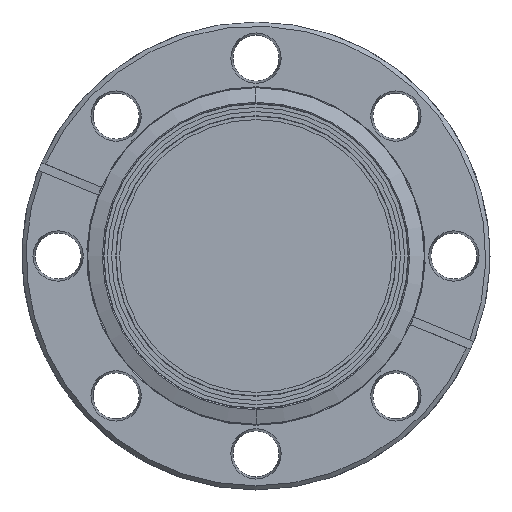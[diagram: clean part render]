
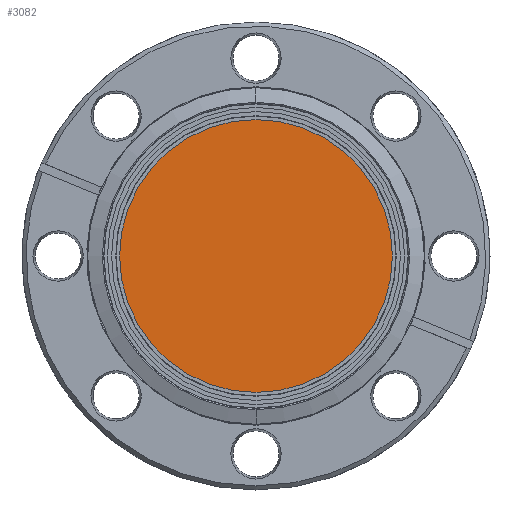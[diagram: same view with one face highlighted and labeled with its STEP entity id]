
A CAD part, left-side view. The second image highlights one B-rep face of the part: STEP entity #3082.
In plain terms, the highlighted planar face has unit normal (-1, 0, 0).
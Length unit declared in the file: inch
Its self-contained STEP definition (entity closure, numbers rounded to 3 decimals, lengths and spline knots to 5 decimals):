
#95 = DIRECTION ( 'NONE',  ( -1., 0., 0. ) ) ;
#142 = AXIS2_PLACEMENT_3D ( 'NONE', #2803, #3259, #3011 ) ;
#416 = AXIS2_PLACEMENT_3D ( 'NONE', #2555, #1322, #2077 ) ;
#742 = CIRCLE ( 'NONE', #2654, 1.1325 ) ;
#754 = ORIENTED_EDGE ( 'NONE', *, *, #2381, .T. ) ;
#827 = ORIENTED_EDGE ( 'NONE', *, *, #2422, .T. ) ;
#1006 = EDGE_LOOP ( 'NONE', ( #827, #754 ) ) ;
#1019 = CIRCLE ( 'NONE', #142, 1.1325 ) ;
#1322 = DIRECTION ( 'NONE',  ( 1., 0., 0. ) ) ;
#1774 = FACE_OUTER_BOUND ( 'NONE', #1006, .T. ) ;
#1974 = CARTESIAN_POINT ( 'NONE',  ( 0.47, 0., -1.1325 ) ) ;
#2077 = DIRECTION ( 'NONE',  ( 0., 0., -1. ) ) ;
#2348 = PLANE ( 'NONE',  #416 ) ;
#2381 = EDGE_CURVE ( 'NONE', #2510, #3359, #742, .T. ) ;
#2422 = EDGE_CURVE ( 'NONE', #3359, #2510, #1019, .T. ) ;
#2455 = CARTESIAN_POINT ( 'NONE',  ( 0.47, 0., 0. ) ) ;
#2510 = VERTEX_POINT ( 'NONE', #3063 ) ;
#2555 = CARTESIAN_POINT ( 'NONE',  ( 0.47, 0., 0. ) ) ;
#2654 = AXIS2_PLACEMENT_3D ( 'NONE', #2455, #95, #2706 ) ;
#2706 = DIRECTION ( 'NONE',  ( 0., 0., -1. ) ) ;
#2803 = CARTESIAN_POINT ( 'NONE',  ( 0.47, 0., 0. ) ) ;
#3011 = DIRECTION ( 'NONE',  ( 0., 0., -1. ) ) ;
#3063 = CARTESIAN_POINT ( 'NONE',  ( 0.47, 0., 1.1325 ) ) ;
#3082 = ADVANCED_FACE ( 'NONE', ( #1774 ), #2348, .F. ) ;
#3259 = DIRECTION ( 'NONE',  ( -1., 0., 0. ) ) ;
#3359 = VERTEX_POINT ( 'NONE', #1974 ) ;
